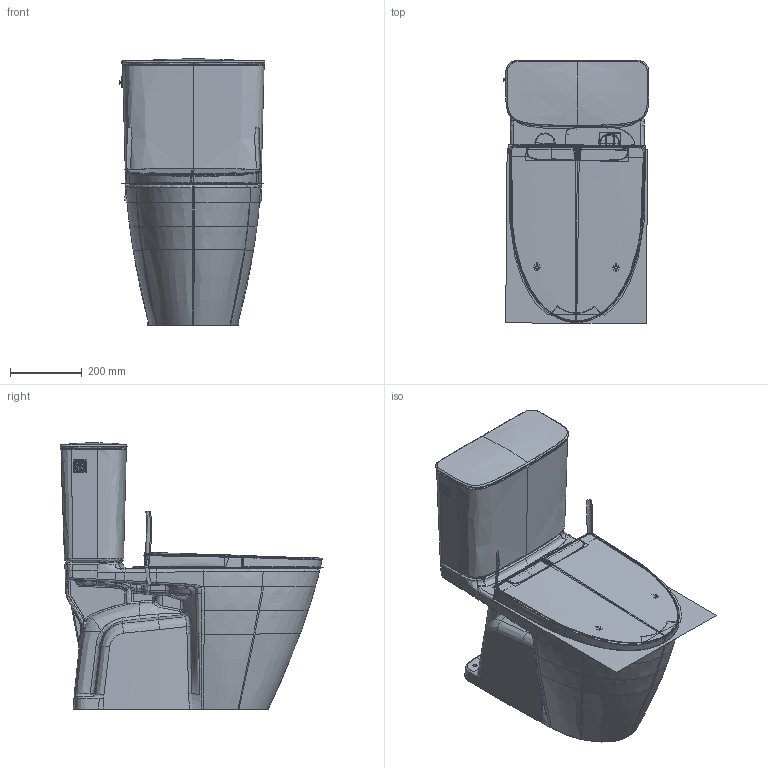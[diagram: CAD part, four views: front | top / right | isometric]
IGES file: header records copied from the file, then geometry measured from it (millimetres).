
Start section:  PTC IGES file: s200cc-touchlees.igs
Global section: file name: s200cc-touchlees.igs; native system: Creo Parametric by PTC Inc.; preprocessor: 2019224; author: 11016076; organization: Unknown; date: 20210615.094401; units: millimetre
Bounding box: 405.69 x 733.31 x 740.43 mm (x, y, z)
Surface area: 3706437 mm2 (no closed solid volume)
Topology: 0 solids, 0 shells, 4186 faces, 45471 edges, 56597 vertices
Faces by surface type: bspline 2517, revolution 1601, extrusion 68
